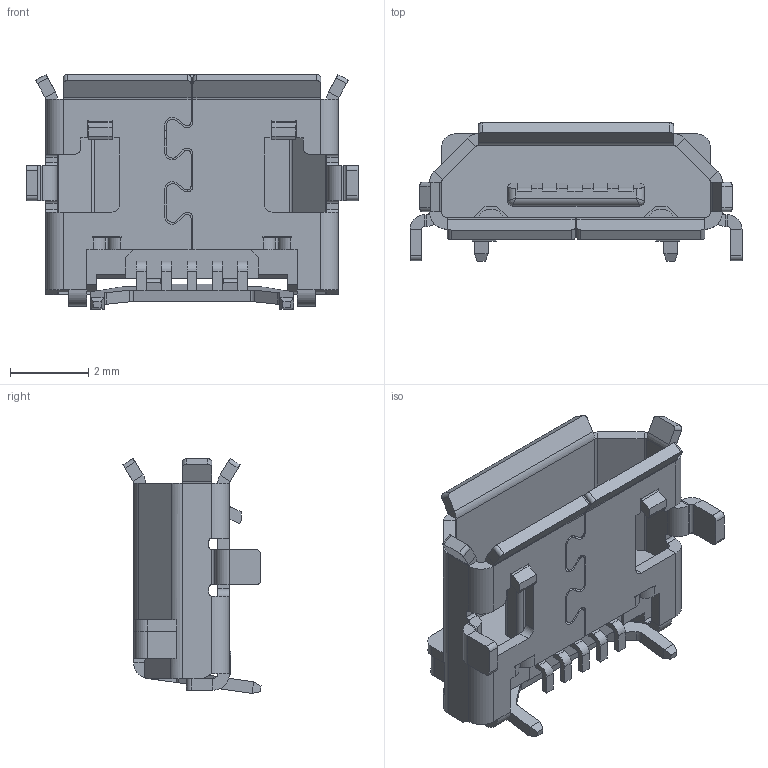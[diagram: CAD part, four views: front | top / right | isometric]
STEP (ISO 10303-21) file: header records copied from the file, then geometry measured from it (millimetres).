
FILE_DESCRIPTION (( 'STEP AP214' ), '1' );
FILE_NAME ('10103592-0001LF.STEP', '2020-05-08T20:58:48', ( '' ), ( '' ), 'SwSTEP 2.0', 'SolidWorks 2017', '' );
FILE_SCHEMA (( 'AUTOMOTIVE_DESIGN' ));
Length unit declared in the file: millimetre
Products named in the file (1): 10103592-0001LF
Bounding box: 8.5 x 3.53 x 6.01 mm (x, y, z)
Volume: 44.3 mm3; surface area: 296.8 mm2
Topology: 12 solids, 12 shells, 550 faces, 1405 edges, 868 vertices
Faces by surface type: plane 394, cylinder 154, bspline 2
Entity records: 16498 total; most frequent: CARTESIAN_POINT 2910, ORIENTED_EDGE 2806, DIRECTION 2797, EDGE_CURVE 1403, LINE 1083, VECTOR 1083, VERTEX_POINT 868, AXIS2_PLACEMENT_3D 857
